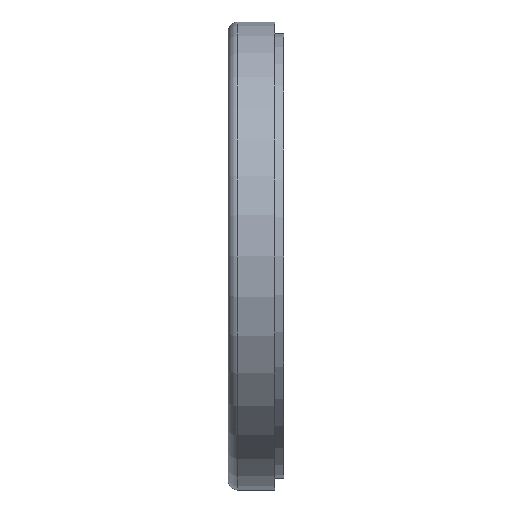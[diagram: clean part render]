
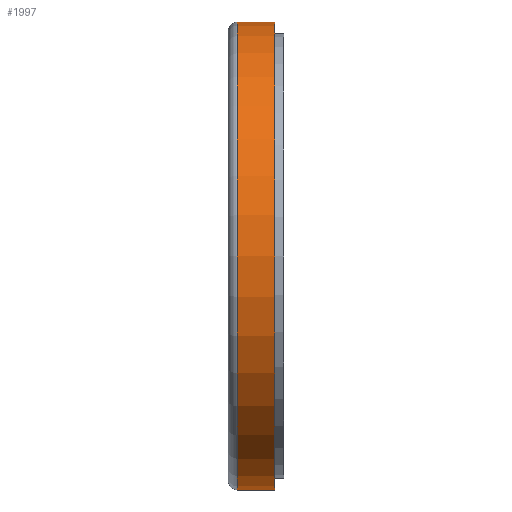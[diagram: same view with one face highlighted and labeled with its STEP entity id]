
A CAD part, front view. The second image highlights one B-rep face of the part: STEP entity #1997.
In plain terms, the highlighted cylindrical face has radius 50.274 mm (diameter 100.547 mm), a full revolution.
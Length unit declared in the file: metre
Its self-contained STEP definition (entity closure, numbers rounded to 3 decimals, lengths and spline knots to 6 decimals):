
#31=CYLINDRICAL_SURFACE('',#2158,0.050274);
#53=CIRCLE('',#2159,0.050274);
#54=CIRCLE('',#2160,0.050274);
#141=ORIENTED_EDGE('',*,*,#674,.T.);
#142=ORIENTED_EDGE('',*,*,#675,.F.);
#674=EDGE_CURVE('',#945,#945,#53,.T.);
#675=EDGE_CURVE('',#946,#946,#54,.T.);
#945=VERTEX_POINT('',#2994);
#946=VERTEX_POINT('',#2996);
#1569=EDGE_LOOP('',(#141));
#1570=EDGE_LOOP('',(#142));
#1743=FACE_BOUND('',#1569,.T.);
#1744=FACE_BOUND('',#1570,.T.);
#1997=ADVANCED_FACE('',(#1743,#1744),#31,.T.);
#2158=AXIS2_PLACEMENT_3D('',#2992,#2398,#2399);
#2159=AXIS2_PLACEMENT_3D('',#2993,#2400,#2401);
#2160=AXIS2_PLACEMENT_3D('',#2995,#2402,#2403);
#2398=DIRECTION('',(1.,0.,0.));
#2399=DIRECTION('',(0.,0.,-1.));
#2400=DIRECTION('',(1.,0.,0.));
#2401=DIRECTION('',(0.,0.,-1.));
#2402=DIRECTION('',(1.,0.,0.));
#2403=DIRECTION('',(0.,0.,-1.));
#2992=CARTESIAN_POINT('',(-0.01,0.,0.));
#2993=CARTESIAN_POINT('',(-0.008,0.,0.));
#2994=CARTESIAN_POINT('',(-0.008,0.,-0.050274));
#2995=CARTESIAN_POINT('',(0.,0.,0.));
#2996=CARTESIAN_POINT('',(0.,0.,-0.050274));
